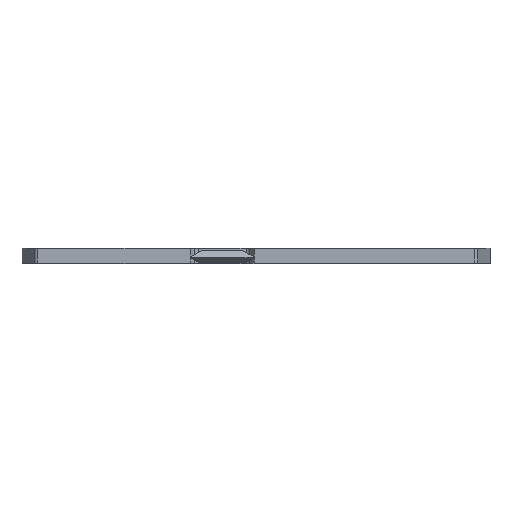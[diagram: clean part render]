
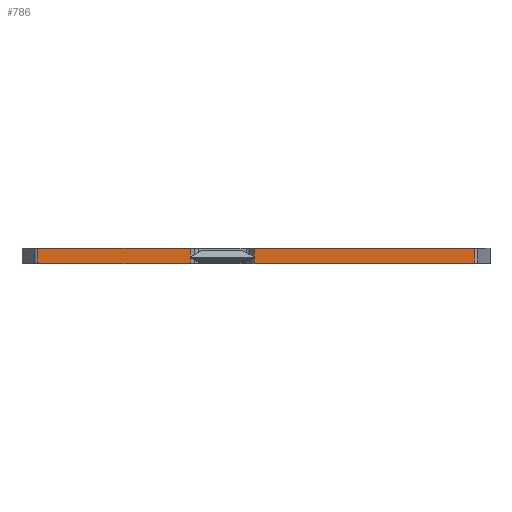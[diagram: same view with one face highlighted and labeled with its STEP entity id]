
A CAD part, top view. The second image highlights one B-rep face of the part: STEP entity #786.
In plain terms, the highlighted planar face has unit normal (0, 0, 1).
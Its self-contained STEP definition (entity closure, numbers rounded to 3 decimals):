
#86=CARTESIAN_POINT('',(-9.293,15.955,24.554));
#87=VERTEX_POINT('',#86);
#103=CARTESIAN_POINT('',(-9.293,13.755,24.554));
#104=VERTEX_POINT('',#103);
#112=CARTESIAN_POINT('',(-9.293,15.955,24.554));
#113=DIRECTION('',(0.,-1.,0.));
#114=VECTOR('',#113,2.2);
#115=LINE('',#112,#114);
#116=EDGE_CURVE('',#87,#104,#115,.T.);
#673=CARTESIAN_POINT('',(55.519,15.955,24.554));
#674=VERTEX_POINT('',#673);
#682=CARTESIAN_POINT('',(55.519,13.755,24.554));
#683=VERTEX_POINT('',#682);
#684=CARTESIAN_POINT('',(55.519,15.955,24.554));
#685=DIRECTION('',(0.,-1.,0.));
#686=VECTOR('',#685,2.2);
#687=LINE('',#684,#686);
#688=EDGE_CURVE('',#674,#683,#687,.T.);
#701=CARTESIAN_POINT('',(23.113,14.855,24.554));
#702=DIRECTION('',(0.,-1.,0.));
#703=DIRECTION('',(-0.,-0.,-1.));
#704=AXIS2_PLACEMENT_3D('',#701,#703,#702);
#705=PLANE('',#704);
#706=CARTESIAN_POINT('',(22.836,14.555,24.554));
#707=VERTEX_POINT('',#706);
#708=CARTESIAN_POINT('',(13.336,14.555,24.554));
#709=VERTEX_POINT('',#708);
#710=CARTESIAN_POINT('',(22.836,14.555,24.554));
#711=DIRECTION('',(-1.,0.,0.));
#712=VECTOR('',#711,9.5);
#713=LINE('',#710,#712);
#714=EDGE_CURVE('',#707,#709,#713,.T.);
#715=ORIENTED_EDGE('E920',*,*,#714,.T.);
#716=CARTESIAN_POINT('',(13.336,13.755,24.554));
#717=VERTEX_POINT('',#716);
#718=CARTESIAN_POINT('',(13.336,14.555,24.554));
#719=DIRECTION('',(0.,-1.,0.));
#720=VECTOR('',#719,0.8);
#721=LINE('',#718,#720);
#722=EDGE_CURVE('',#709,#717,#721,.T.);
#723=ORIENTED_EDGE('E921',*,*,#722,.T.);
#724=CARTESIAN_POINT('',(-9.293,13.755,24.554));
#725=DIRECTION('',(1.,0.,0.));
#726=VECTOR('',#725,22.629);
#727=LINE('',#724,#726);
#728=EDGE_CURVE('',#104,#717,#727,.T.);
#729=ORIENTED_EDGE('E9',*,*,#728,.F.);
#730=ORIENTED_EDGE('E9',*,*,#116,.F.);
#731=CARTESIAN_POINT('',(13.336,15.955,24.554));
#732=VERTEX_POINT('',#731);
#733=CARTESIAN_POINT('',(-9.293,15.955,24.554));
#734=DIRECTION('',(1.,0.,0.));
#735=VECTOR('',#734,22.629);
#736=LINE('',#733,#735);
#737=EDGE_CURVE('',#87,#732,#736,.T.);
#738=ORIENTED_EDGE('E777',*,*,#737,.T.);
#739=CARTESIAN_POINT('',(13.336,14.655,24.554));
#740=VERTEX_POINT('',#739);
#741=CARTESIAN_POINT('',(13.336,15.955,24.554));
#742=DIRECTION('',(0.,-1.,0.));
#743=VECTOR('',#742,1.3);
#744=LINE('',#741,#743);
#745=EDGE_CURVE('',#732,#740,#744,.T.);
#746=ORIENTED_EDGE('E916',*,*,#745,.T.);
#747=CARTESIAN_POINT('',(22.836,14.655,24.554));
#748=VERTEX_POINT('',#747);
#749=CARTESIAN_POINT('',(13.336,14.655,24.554));
#750=DIRECTION('',(1.,0.,0.));
#751=VECTOR('',#750,9.5);
#752=LINE('',#749,#751);
#753=EDGE_CURVE('',#740,#748,#752,.T.);
#754=ORIENTED_EDGE('E917',*,*,#753,.T.);
#755=CARTESIAN_POINT('',(22.836,15.955,24.554));
#756=VERTEX_POINT('',#755);
#757=CARTESIAN_POINT('',(22.836,15.955,24.554));
#758=DIRECTION('',(0.,-1.,0.));
#759=VECTOR('',#758,1.3);
#760=LINE('',#757,#759);
#761=EDGE_CURVE('',#756,#748,#760,.T.);
#762=ORIENTED_EDGE('E918',*,*,#761,.F.);
#763=CARTESIAN_POINT('',(22.836,15.955,24.554));
#764=DIRECTION('',(1.,0.,0.));
#765=VECTOR('',#764,32.683);
#766=LINE('',#763,#765);
#767=EDGE_CURVE('',#756,#674,#766,.T.);
#768=ORIENTED_EDGE('E769',*,*,#767,.T.);
#769=ORIENTED_EDGE('E769',*,*,#688,.T.);
#770=CARTESIAN_POINT('',(22.836,13.755,24.554));
#771=VERTEX_POINT('',#770);
#772=CARTESIAN_POINT('',(22.836,13.755,24.554));
#773=DIRECTION('',(1.,0.,0.));
#774=VECTOR('',#773,32.683);
#775=LINE('',#772,#774);
#776=EDGE_CURVE('',#771,#683,#775,.T.);
#777=ORIENTED_EDGE('E1',*,*,#776,.F.);
#778=CARTESIAN_POINT('',(22.836,14.555,24.554));
#779=DIRECTION('',(0.,-1.,0.));
#780=VECTOR('',#779,0.8);
#781=LINE('',#778,#780);
#782=EDGE_CURVE('',#707,#771,#781,.T.);
#783=ORIENTED_EDGE('E919',*,*,#782,.F.);
#784=EDGE_LOOP('',(#715,#723,#729,#730,#738,#746,#754,#762,#768,#769,#777,#783));
#785=FACE_OUTER_BOUND('',#784,.F.);
#786=ADVANCED_FACE('F26',(#785),#705,.F.);
